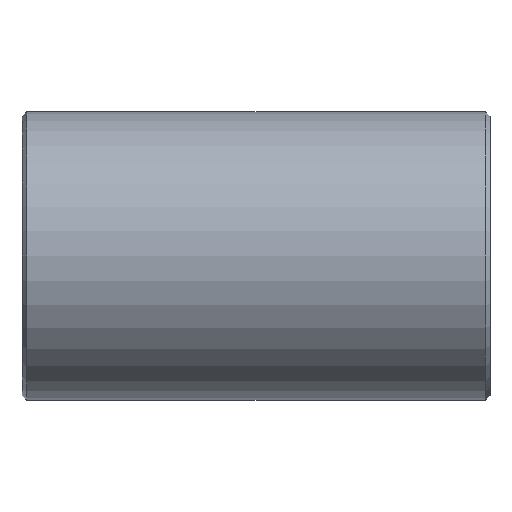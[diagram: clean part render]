
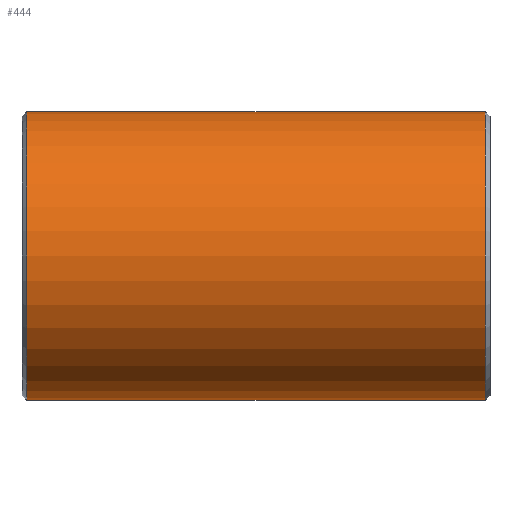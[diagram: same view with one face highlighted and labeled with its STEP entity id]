
A CAD part, front view. The second image highlights one B-rep face of the part: STEP entity #444.
In plain terms, the highlighted cylindrical face has radius 109.537 mm (diameter 219.075 mm), a partial arc.
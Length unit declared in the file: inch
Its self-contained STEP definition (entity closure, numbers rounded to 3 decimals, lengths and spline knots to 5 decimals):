
#17 = VECTOR ( 'NONE', #344, 39.37008 ) ;
#20 = ORIENTED_EDGE ( 'NONE', *, *, #392, .F. ) ;
#60 = LINE ( 'NONE', #255, #289 ) ;
#78 = VECTOR ( 'NONE', #450, 39.37008 ) ;
#96 = CARTESIAN_POINT ( 'NONE',  ( -6.86467, 0., -4.3125 ) ) ;
#99 = FACE_OUTER_BOUND ( 'NONE', #383, .T. ) ;
#103 = VERTEX_POINT ( 'NONE', #348 ) ;
#134 = EDGE_CURVE ( 'NONE', #297, #370, #416, .T. ) ;
#136 = CYLINDRICAL_SURFACE ( 'NONE', #528, 4.3125 ) ;
#147 = ORIENTED_EDGE ( 'NONE', *, *, #378, .T. ) ;
#183 = CARTESIAN_POINT ( 'NONE',  ( 6.86467, 0., 4.3125 ) ) ;
#186 = EDGE_CURVE ( 'NONE', #188, #404, #480, .T. ) ;
#188 = VERTEX_POINT ( 'NONE', #525 ) ;
#207 = ORIENTED_EDGE ( 'NONE', *, *, #339, .T. ) ;
#216 = CARTESIAN_POINT ( 'NONE',  ( 6.86467, 0., 0. ) ) ;
#228 = CARTESIAN_POINT ( 'NONE',  ( 0., 0., 4.3125 ) ) ;
#232 = DIRECTION ( 'NONE',  ( 0., 0., 1. ) ) ;
#237 = DIRECTION ( 'NONE',  ( 0., 0., 1. ) ) ;
#248 = DIRECTION ( 'NONE',  ( -1., 0., 0. ) ) ;
#255 = CARTESIAN_POINT ( 'NONE',  ( 7., 0., 4.3125 ) ) ;
#264 = AXIS2_PLACEMENT_3D ( 'NONE', #373, #323, #232 ) ;
#275 = LINE ( 'NONE', #376, #78 ) ;
#278 = ORIENTED_EDGE ( 'NONE', *, *, #134, .T. ) ;
#289 = VECTOR ( 'NONE', #248, 39.37008 ) ;
#297 = VERTEX_POINT ( 'NONE', #520 ) ;
#318 = CARTESIAN_POINT ( 'NONE',  ( 7., 0., 0. ) ) ;
#323 = DIRECTION ( 'NONE',  ( 1., 0., 0. ) ) ;
#338 = ORIENTED_EDGE ( 'NONE', *, *, #186, .F. ) ;
#339 = EDGE_CURVE ( 'NONE', #103, #404, #372, .T. ) ;
#344 = DIRECTION ( 'NONE',  ( -1., 0., 0. ) ) ;
#348 = CARTESIAN_POINT ( 'NONE',  ( -6.86467, 0., 4.3125 ) ) ;
#352 = DIRECTION ( 'NONE',  ( -1., 0., 0. ) ) ;
#370 = VERTEX_POINT ( 'NONE', #183 ) ;
#372 = CIRCLE ( 'NONE', #264, 4.3125 ) ;
#373 = CARTESIAN_POINT ( 'NONE',  ( -6.86467, 0., 0. ) ) ;
#376 = CARTESIAN_POINT ( 'NONE',  ( 7., 0., -4.3125 ) ) ;
#378 = EDGE_CURVE ( 'NONE', #370, #406, #442, .T. ) ;
#383 = EDGE_LOOP ( 'NONE', ( #20, #278, #147, #393, #207, #338 ) ) ;
#392 = EDGE_CURVE ( 'NONE', #297, #188, #275, .T. ) ;
#393 = ORIENTED_EDGE ( 'NONE', *, *, #477, .T. ) ;
#404 = VERTEX_POINT ( 'NONE', #96 ) ;
#406 = VERTEX_POINT ( 'NONE', #228 ) ;
#412 = DIRECTION ( 'NONE',  ( -1., 0., 0. ) ) ;
#416 = CIRCLE ( 'NONE', #490, 4.3125 ) ;
#428 = VECTOR ( 'NONE', #412, 39.37008 ) ;
#442 = LINE ( 'NONE', #532, #428 ) ;
#444 = ADVANCED_FACE ( 'NONE', ( #99 ), #136, .T. ) ;
#450 = DIRECTION ( 'NONE',  ( -1., 0., 0. ) ) ;
#477 = EDGE_CURVE ( 'NONE', #406, #103, #60, .T. ) ;
#480 = LINE ( 'NONE', #575, #17 ) ;
#484 = DIRECTION ( 'NONE',  ( -1., 0., 0. ) ) ;
#490 = AXIS2_PLACEMENT_3D ( 'NONE', #216, #352, #522 ) ;
#520 = CARTESIAN_POINT ( 'NONE',  ( 6.86467, 0., -4.3125 ) ) ;
#522 = DIRECTION ( 'NONE',  ( 0., 0., -1. ) ) ;
#525 = CARTESIAN_POINT ( 'NONE',  ( 0., 0., -4.3125 ) ) ;
#528 = AXIS2_PLACEMENT_3D ( 'NONE', #318, #484, #237 ) ;
#532 = CARTESIAN_POINT ( 'NONE',  ( 7., 0., 4.3125 ) ) ;
#575 = CARTESIAN_POINT ( 'NONE',  ( 7., 0., -4.3125 ) ) ;
